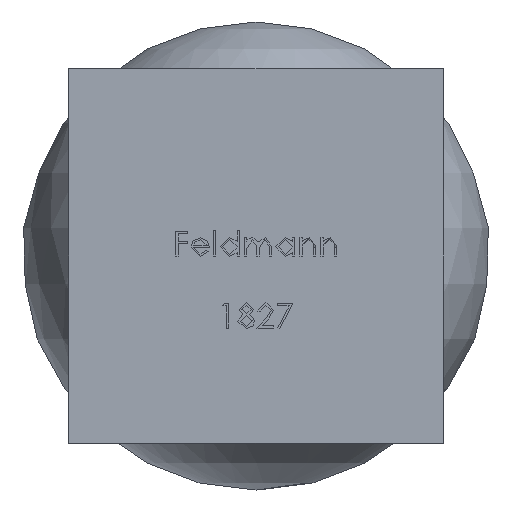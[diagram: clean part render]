
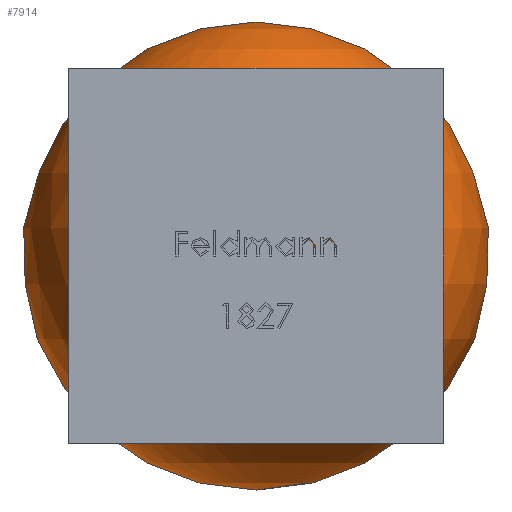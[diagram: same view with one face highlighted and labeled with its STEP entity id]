
A CAD part, front view. The second image highlights one B-rep face of the part: STEP entity #7914.
In plain terms, the highlighted spherical face has radius 7.5 mm.
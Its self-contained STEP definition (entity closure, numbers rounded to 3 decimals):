
#58 = DIRECTION ( 'NONE',  ( 0., 0., 1. ) ) ;
#93 = AXIS2_PLACEMENT_3D ( 'NONE', #6157, #854, #4947 ) ;
#204 = EDGE_CURVE ( 'NONE', #6770, #6770, #2148, .T. ) ;
#854 = DIRECTION ( 'NONE',  ( 0., 0., -1. ) ) ;
#1843 = SPHERICAL_SURFACE ( 'NONE', #93, 7.5 ) ;
#2148 = CIRCLE ( 'NONE', #7242, 2.75 ) ;
#2756 = DIRECTION ( 'NONE',  ( 0., -1., 0. ) ) ;
#2845 = CARTESIAN_POINT ( 'NONE',  ( 0., 55.522, 0. ) ) ;
#4726 = ORIENTED_EDGE ( 'NONE', *, *, #204, .F. ) ;
#4947 = DIRECTION ( 'NONE',  ( -1., 0., 0. ) ) ;
#5329 = EDGE_LOOP ( 'NONE', ( #4726 ) ) ;
#6157 = CARTESIAN_POINT ( 'NONE',  ( 0., 62.5, 0. ) ) ;
#6770 = VERTEX_POINT ( 'NONE', #7057 ) ;
#7057 = CARTESIAN_POINT ( 'NONE',  ( 0., 55.522, 2.75 ) ) ;
#7242 = AXIS2_PLACEMENT_3D ( 'NONE', #2845, #2756, #58 ) ;
#7914 = ADVANCED_FACE ( 'NONE', ( #8490 ), #1843, .T. ) ;
#8490 = FACE_OUTER_BOUND ( 'NONE', #5329, .T. ) ;
